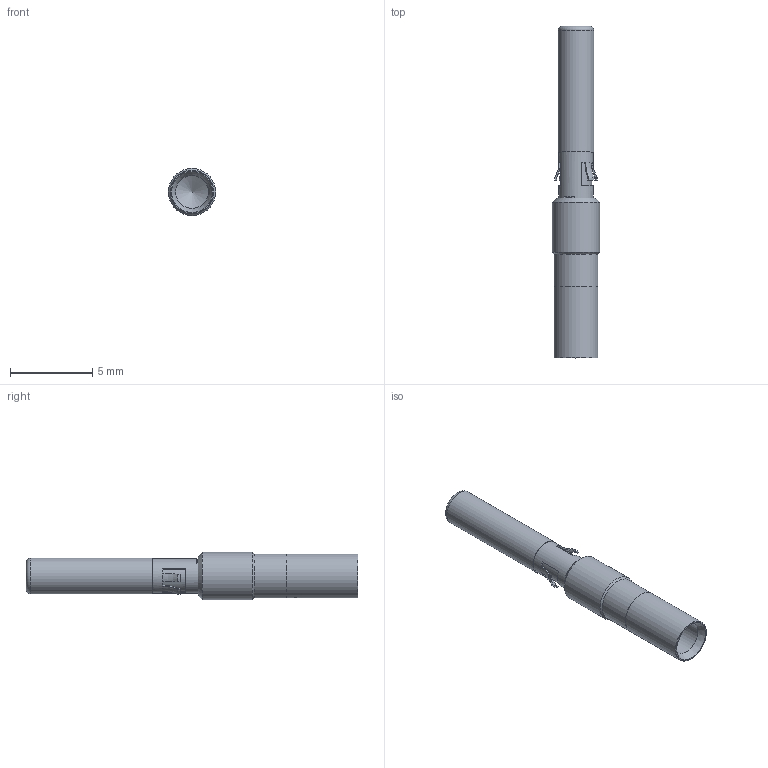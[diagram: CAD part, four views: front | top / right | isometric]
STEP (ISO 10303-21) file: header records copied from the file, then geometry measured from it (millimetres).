
FILE_DESCRIPTION (( 'STEP AP214' ), '1' );
FILE_NAME ('ICOA5 A1 S3C9.STEP', '2023-07-07T18:57:00', ( '' ), ( '' ), 'SwSTEP 2.0', 'SolidWorks 2020', '' );
FILE_SCHEMA (( 'AUTOMOTIVE_DESIGN' ));
Length unit declared in the file: inch
Products named in the file (1): ICOA5 A1 S3C9
Bounding box: 2.86 x 20.14 x 2.86 mm (x, y, z)
Volume: 65 mm3; surface area: 237.4 mm2
Topology: 1 solids, 1 shells, 94 faces, 228 edges, 137 vertices
Faces by surface type: plane 41, cylinder 24, bspline 16, cone 8, torus 5
Full cylindrical faces by diameter (mm): 0.508 x1, 1.524 x1, 1.905 x1, 1.963 x1, 1.994 x1, 2.159 x1, 2.654 x1, 2.659 x1, 2.857 x1
Entity records: 4526 total; most frequent: CARTESIAN_POINT 1258, ORIENTED_EDGE 410, DIRECTION 386, EDGE_CURVE 205, AXIS2_PLACEMENT_3D 152, VERTEX_POINT 132, EDGE_LOOP 121, FACE_OUTER_BOUND 104
